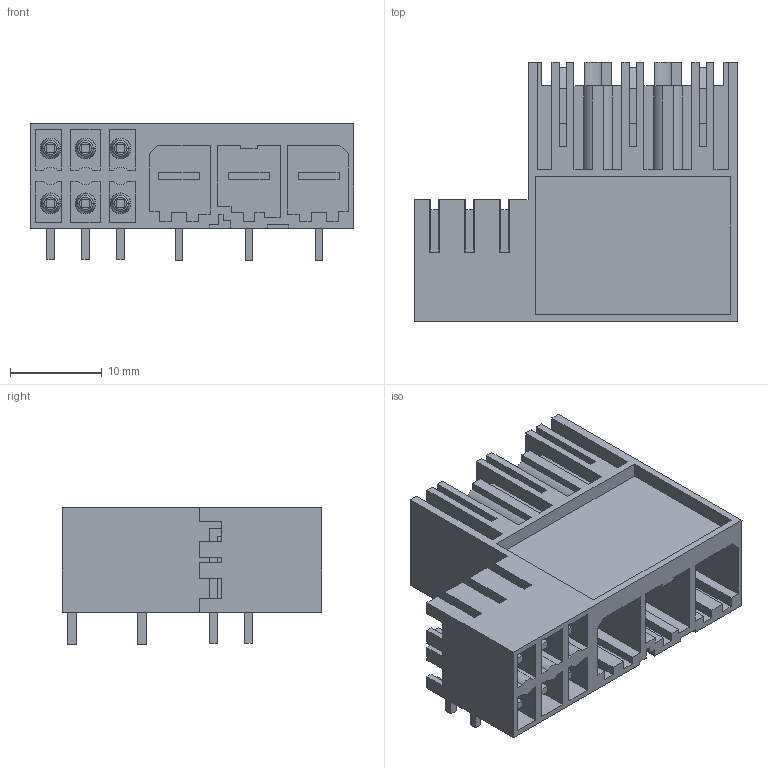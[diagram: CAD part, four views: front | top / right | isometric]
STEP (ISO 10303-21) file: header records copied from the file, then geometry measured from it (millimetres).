
FILE_DESCRIPTION(('CATIA V5R22 STEP214','CAx-IF Rec.Pracs.--- Model Styling and Organization---1.4--- 2014-01-23'),'2;1');
FILE_NAME ('006092-3_0_1091010000_1091010000.stp','2023-06-20T08:24:56+00:00',('none'),('Weidmueller'),'CATIA Version 5-6 Release 2016 SP3 HF44','CATIA V5 STEP AP214','none');
FILE_SCHEMA(('AUTOMOTIVE_DESIGN { 1 0 10303 214 1 1 1 1 }'));
Length unit declared in the file: millimetre
Products named in the file (1): 1091010000
Bounding box: 35.26 x 28.3 x 14.9 mm (x, y, z)
Volume: 4674.3 mm3; surface area: 8346.5 mm2
Topology: 10 solids, 10 shells, 561 faces, 1653 edges, 1119 vertices
Faces by surface type: plane 513, torus 24, cylinder 12, cone 12
Entity records: 17403 total; most frequent: ORIENTED_EDGE 3306, CARTESIAN_POINT 3206, DIRECTION 2335, EDGE_CURVE 1653, VECTOR 1551, LINE 1551, VERTEX_POINT 1119, EDGE_LOOP 586
